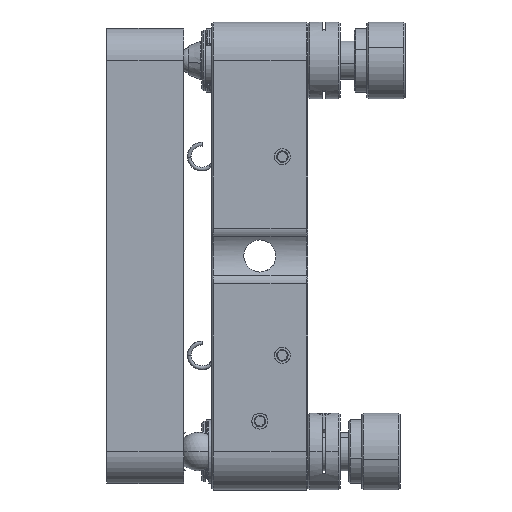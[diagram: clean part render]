
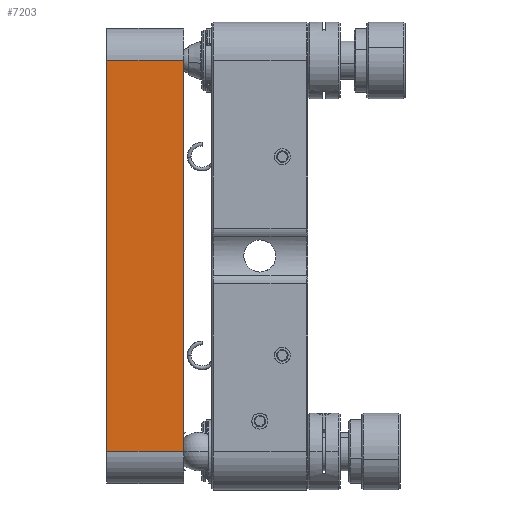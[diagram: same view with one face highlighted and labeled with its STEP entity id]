
A CAD part, front view. The second image highlights one B-rep face of the part: STEP entity #7203.
In plain terms, the highlighted planar face has unit normal (0, -1, 0).
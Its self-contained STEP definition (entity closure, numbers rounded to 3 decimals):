
#15 = CARTESIAN_POINT ( 'NONE',  ( 6., -35.5, -35.5 ) ) ;
#632 = DIRECTION ( 'NONE',  ( 1., 0., 0. ) ) ;
#869 = DIRECTION ( 'NONE',  ( -1., 0., 0. ) ) ;
#963 = CARTESIAN_POINT ( 'NONE',  ( 6., -35.5, 30.5 ) ) ;
#1931 = LINE ( 'NONE', #4894, #17532 ) ;
#2416 = VERTEX_POINT ( 'NONE', #14461 ) ;
#2578 = DIRECTION ( 'NONE',  ( 0., 1., 0. ) ) ;
#3435 = VERTEX_POINT ( 'NONE', #18004 ) ;
#3578 = EDGE_CURVE ( 'NONE', #6795, #2416, #13968, .T. ) ;
#4799 = EDGE_CURVE ( 'NONE', #11060, #6795, #14264, .T. ) ;
#4894 = CARTESIAN_POINT ( 'NONE',  ( 6., -35.5, -35.5 ) ) ;
#4900 = ORIENTED_EDGE ( 'NONE', *, *, #4799, .T. ) ;
#5108 = ORIENTED_EDGE ( 'NONE', *, *, #3578, .T. ) ;
#6795 = VERTEX_POINT ( 'NONE', #8647 ) ;
#6948 = VECTOR ( 'NONE', #632, 1000. ) ;
#7203 = ADVANCED_FACE ( 'NONE', ( #11925 ), #16284, .F. ) ;
#7687 = CARTESIAN_POINT ( 'NONE',  ( 6., -35.5, -30.5 ) ) ;
#8184 = DIRECTION ( 'NONE',  ( 0., 0., -1. ) ) ;
#8647 = CARTESIAN_POINT ( 'NONE',  ( -6., -35.5, 30.5 ) ) ;
#9174 = ORIENTED_EDGE ( 'NONE', *, *, #14331, .T. ) ;
#9701 = LINE ( 'NONE', #7687, #6948 ) ;
#9749 = EDGE_LOOP ( 'NONE', ( #5108, #9174, #9879, #4900 ) ) ;
#9879 = ORIENTED_EDGE ( 'NONE', *, *, #11819, .F. ) ;
#10158 = DIRECTION ( 'NONE',  ( 0., 0., 1. ) ) ;
#11060 = VERTEX_POINT ( 'NONE', #16552 ) ;
#11073 = DIRECTION ( 'NONE',  ( 0., 0., -1. ) ) ;
#11819 = EDGE_CURVE ( 'NONE', #11060, #3435, #1931, .T. ) ;
#11925 = FACE_OUTER_BOUND ( 'NONE', #9749, .T. ) ;
#12118 = AXIS2_PLACEMENT_3D ( 'NONE', #15, #2578, #10158 ) ;
#13968 = LINE ( 'NONE', #17013, #19284 ) ;
#14264 = LINE ( 'NONE', #963, #16498 ) ;
#14331 = EDGE_CURVE ( 'NONE', #2416, #3435, #9701, .T. ) ;
#14461 = CARTESIAN_POINT ( 'NONE',  ( -6., -35.5, -30.5 ) ) ;
#16284 = PLANE ( 'NONE',  #12118 ) ;
#16498 = VECTOR ( 'NONE', #869, 1000. ) ;
#16552 = CARTESIAN_POINT ( 'NONE',  ( 6., -35.5, 30.5 ) ) ;
#17013 = CARTESIAN_POINT ( 'NONE',  ( -6., -35.5, -35.5 ) ) ;
#17532 = VECTOR ( 'NONE', #11073, 1000. ) ;
#18004 = CARTESIAN_POINT ( 'NONE',  ( 6., -35.5, -30.5 ) ) ;
#19284 = VECTOR ( 'NONE', #8184, 1000. ) ;
